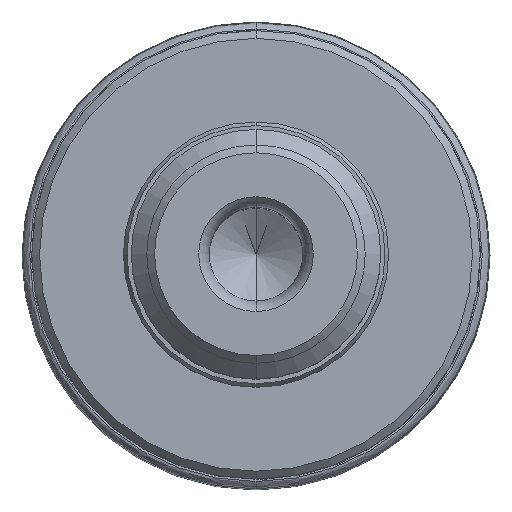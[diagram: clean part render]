
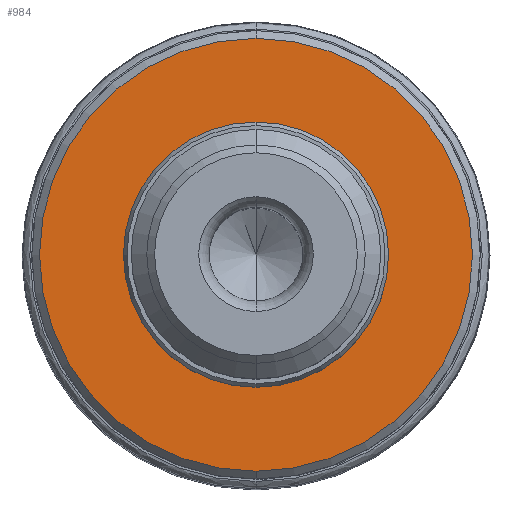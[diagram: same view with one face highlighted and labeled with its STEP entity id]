
A CAD part, top view. The second image highlights one B-rep face of the part: STEP entity #984.
In plain terms, the highlighted face is planar.
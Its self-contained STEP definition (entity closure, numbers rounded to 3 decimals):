
#18=CARTESIAN_POINT('',(0.,0.,0.));
#19=DIRECTION('',(0.,0.,-1.));
#20=DIRECTION('',(0.,1.,0.));
#21=AXIS2_PLACEMENT_3D('',#18,#19,#20);
#27=CARTESIAN_POINT('',(0.,0.,0.));
#28=DIRECTION('',(0.,0.,-1.));
#29=DIRECTION('',(0.,-1.,0.));
#30=AXIS2_PLACEMENT_3D('',#27,#28,#29);
#49=CARTESIAN_POINT('',(0.,0.,0.));
#50=DIRECTION('',(0.,0.,1.));
#51=DIRECTION('',(0.,1.,0.));
#52=AXIS2_PLACEMENT_3D('',#49,#50,#51);
#57=CARTESIAN_POINT('',(0.,0.,0.));
#58=DIRECTION('',(0.,0.,-1.));
#59=DIRECTION('',(0.,1.,0.));
#60=AXIS2_PLACEMENT_3D('',#57,#58,#59);
#873=CARTESIAN_POINT('',(0.,13.875,0.));
#875=VERTEX_POINT('',#873);
#903=CARTESIAN_POINT('',(0.,-13.875,0.));
#905=VERTEX_POINT('',#903);
#907=CARTESIAN_POINT('',(0.,8.435,0.));
#908=CARTESIAN_POINT('',(0.,-8.435,0.));
#909=VERTEX_POINT('',#907);
#910=VERTEX_POINT('',#908);
#967=CARTESIAN_POINT('',(0.,0.,0.));
#968=DIRECTION('',(0.,0.,-1.));
#969=DIRECTION('',(0.,-1.,0.));
#970=AXIS2_PLACEMENT_3D('',#967,#968,#969);
#971=PLANE('',#970);
#973=ORIENTED_EDGE('',*,*,#972,.T.);
#975=ORIENTED_EDGE('',*,*,#974,.F.);
#976=EDGE_LOOP('',(#973,#975));
#977=FACE_OUTER_BOUND('',#976,.F.);
#979=ORIENTED_EDGE('',*,*,#978,.T.);
#981=ORIENTED_EDGE('',*,*,#980,.T.);
#982=EDGE_LOOP('',(#979,#981));
#983=FACE_BOUND('',#982,.F.);
#984=ADVANCED_FACE('',(#977,#983),#971,.T.);
#22=CIRCLE('',#21,8.435);
#31=CIRCLE('',#30,8.435);
#53=CIRCLE('',#52,13.875);
#61=CIRCLE('',#60,13.875);
#972=EDGE_CURVE('',#875,#905,#53,.T.);
#974=EDGE_CURVE('',#875,#905,#61,.T.);
#978=EDGE_CURVE('',#909,#910,#22,.T.);
#980=EDGE_CURVE('',#910,#909,#31,.T.);
